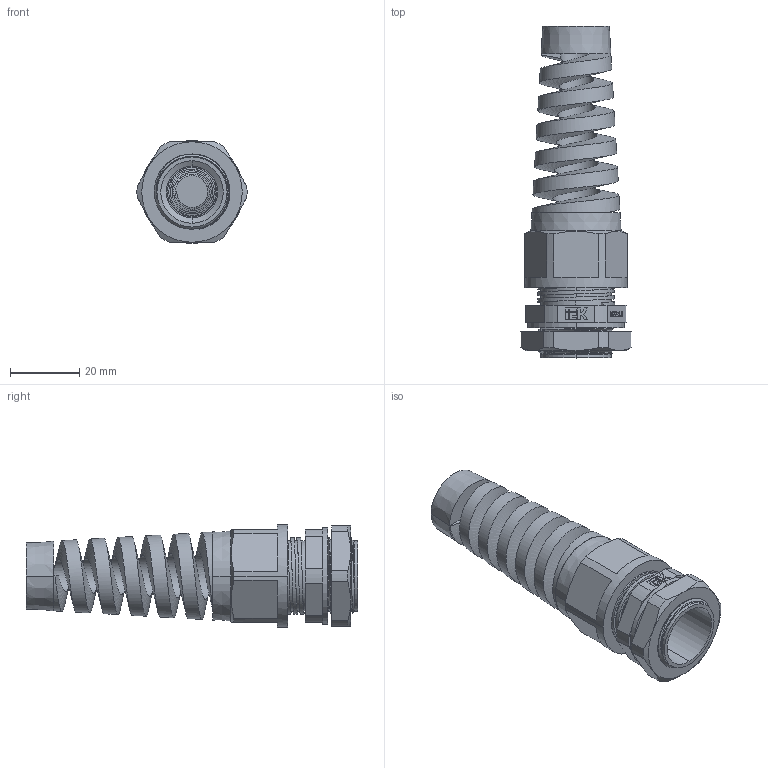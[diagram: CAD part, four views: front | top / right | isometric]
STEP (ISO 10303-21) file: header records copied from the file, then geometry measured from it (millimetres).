
FILE_DESCRIPTION (( 'STEP AP214' ), '1' );
FILE_NAME ('YSA23-12-22-68-K02 Ñàëüíèê MGR 22.STEP', '2023-10-04T10:34:47', ( '' ), ( '' ), 'SwSTEP 2.0', 'SolidWorks 2022', '' );
FILE_SCHEMA (( 'AUTOMOTIVE_DESIGN' ));
Length unit declared in the file: millimetre
Products named in the file (1): YSA23-12-22-68-K02 Сальник MGR 22
Bounding box: 31.88 x 96.06 x 29.8 mm (x, y, z)
Volume: 25030.5 mm3; surface area: 22970.1 mm2
Topology: 7 solids, 7 shells, 445 faces, 1202 edges, 792 vertices
Faces by surface type: plane 234, bspline 84, cylinder 84, cone 24, torus 19
Entity records: 32835 total; most frequent: CARTESIAN_POINT 17462, ORIENTED_EDGE 2404, DIRECTION 1786, EDGE_CURVE 1202, VERTEX_POINT 792, VECTOR 662, LINE 662, AXIS2_PLACEMENT_3D 562
